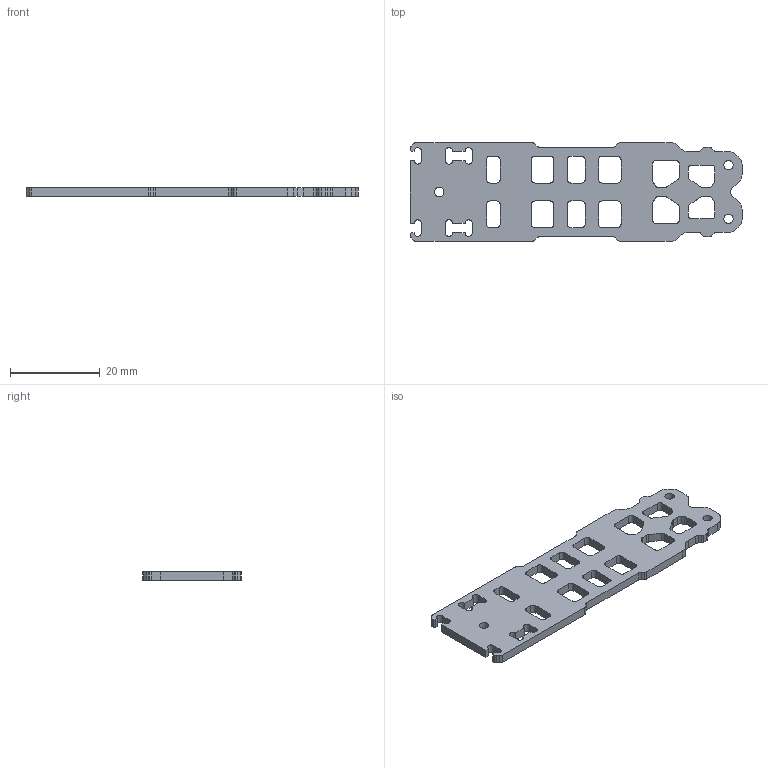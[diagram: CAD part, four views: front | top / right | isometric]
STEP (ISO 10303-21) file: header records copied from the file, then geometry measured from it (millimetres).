
FILE_DESCRIPTION(/* description */ ('','CAx-IF Rec.Pracs.---Representation and Presentation of Product Manufacturing Information (PMI)---4.0---2014-10-13'),/* implementation_level */ '2;1');
FILE_NAME(/* name */ 'JeNo Pocket Mark I - Top Plate.step',/* time_stamp */ '2025-01-24T18:16:04+01:00',/* author */ (''),/* organization */ (''),/* preprocessor_version */ 'ST-DEVELOPER v20',/* originating_system */ 'Autodesk Translation Framework v13.20.0.188',/* authorisation */ '');
FILE_SCHEMA (('AP242_MANAGED_MODEL_BASED_3D_ENGINEERING_MIM_LF { 1 0 10303 442 1 1 4 }'));
Length unit declared in the file: millimetre
Products named in the file (1): JeNo Pocket Mark I - Top Plate
Bounding box: 74.1 x 22 x 2 mm (x, y, z)
Volume: 2310.9 mm3; surface area: 3303.7 mm2
Topology: 1 solids, 1 shells, 209 faces, 621 edges, 414 vertices
Faces by surface type: cylinder 108, plane 101
Full cylindrical faces by diameter (mm): 2.1 x3
Entity records: 7172 total; most frequent: DIRECTION 1257, CARTESIAN_POINT 1245, ORIENTED_EDGE 1242, EDGE_CURVE 621, AXIS2_PLACEMENT_3D 426, VERTEX_POINT 414, LINE 405, VECTOR 405
